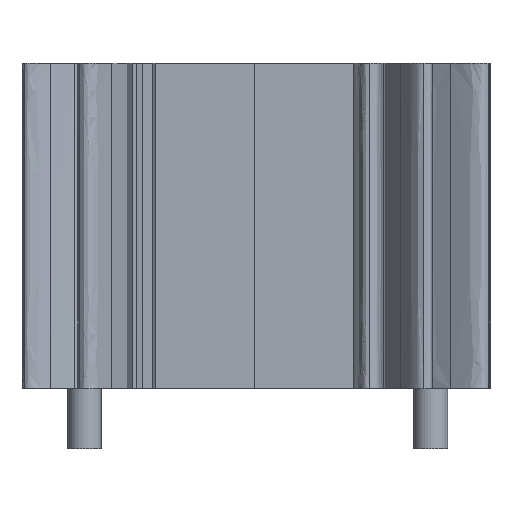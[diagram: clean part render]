
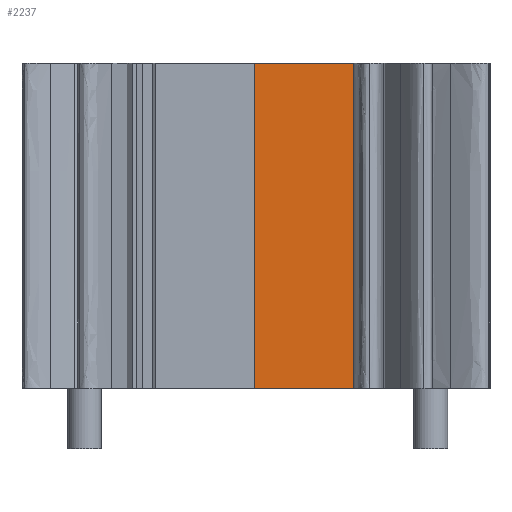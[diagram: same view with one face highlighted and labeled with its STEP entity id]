
A CAD part, front view. The second image highlights one B-rep face of the part: STEP entity #2237.
In plain terms, the highlighted face is a extrusion surface.
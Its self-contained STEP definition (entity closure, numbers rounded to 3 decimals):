
#2213 = VERTEX_POINT('',#2214);
#2214 = CARTESIAN_POINT('',(24.676,-7.518,0.));
#2219 = EDGE_CURVE('',#2220,#2213,#2222,.T.);
#2220 = VERTEX_POINT('',#2221);
#2221 = CARTESIAN_POINT('',(24.676,-7.518,24.1));
#2222 = LINE('',#2223,#2224);
#2223 = CARTESIAN_POINT('',(24.676,-7.518,24.1));
#2224 = VECTOR('',#2225,1.);
#2225 = DIRECTION('',(-0.,-0.,-1.));
#2237 = ADVANCED_FACE('',(#2238),#2261,.F.);
#2238 = FACE_BOUND('',#2239,.F.);
#2239 = EDGE_LOOP('',(#2240,#2241,#2248,#2256));
#2240 = ORIENTED_EDGE('',*,*,#2219,.T.);
#2241 = ORIENTED_EDGE('',*,*,#2242,.T.);
#2242 = EDGE_CURVE('',#2213,#2243,#2245,.T.);
#2243 = VERTEX_POINT('',#2244);
#2244 = CARTESIAN_POINT('',(17.331,-7.518,0.));
#2245 = B_SPLINE_CURVE_WITH_KNOTS('',1,(#2246,#2247),.UNSPECIFIED.,.F.,
  .F.,(2,2),(0.,7.345),.PIECEWISE_BEZIER_KNOTS.);
#2246 = CARTESIAN_POINT('',(24.676,-7.518,0.));
#2247 = CARTESIAN_POINT('',(17.331,-7.518,0.));
#2248 = ORIENTED_EDGE('',*,*,#2249,.F.);
#2249 = EDGE_CURVE('',#2250,#2243,#2252,.T.);
#2250 = VERTEX_POINT('',#2251);
#2251 = CARTESIAN_POINT('',(17.331,-7.518,24.1));
#2252 = LINE('',#2253,#2254);
#2253 = CARTESIAN_POINT('',(17.331,-7.518,24.1));
#2254 = VECTOR('',#2255,1.);
#2255 = DIRECTION('',(-0.,-0.,-1.));
#2256 = ORIENTED_EDGE('',*,*,#2257,.F.);
#2257 = EDGE_CURVE('',#2220,#2250,#2258,.T.);
#2258 = B_SPLINE_CURVE_WITH_KNOTS('',1,(#2259,#2260),.UNSPECIFIED.,.F.,
  .F.,(2,2),(0.,7.345),.PIECEWISE_BEZIER_KNOTS.);
#2259 = CARTESIAN_POINT('',(24.676,-7.518,24.1));
#2260 = CARTESIAN_POINT('',(17.331,-7.518,24.1));
#2261 = SURFACE_OF_LINEAR_EXTRUSION('',#2262,#2265);
#2262 = B_SPLINE_CURVE_WITH_KNOTS('',1,(#2263,#2264),.UNSPECIFIED.,.F.,
  .F.,(2,2),(0.,7.345),.PIECEWISE_BEZIER_KNOTS.);
#2263 = CARTESIAN_POINT('',(24.676,-7.518,24.1));
#2264 = CARTESIAN_POINT('',(17.331,-7.518,24.1));
#2265 = VECTOR('',#2266,1.);
#2266 = DIRECTION('',(0.,0.,1.));
